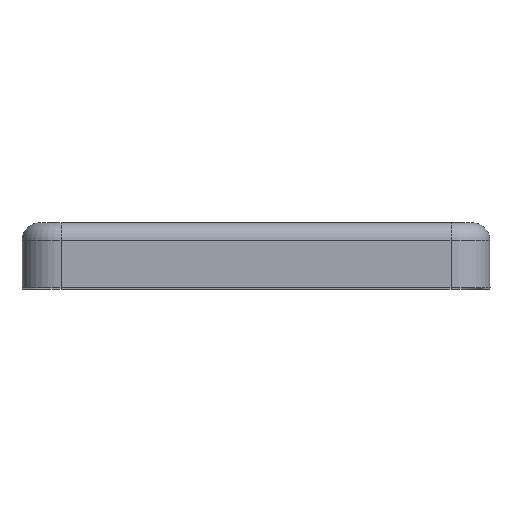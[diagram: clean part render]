
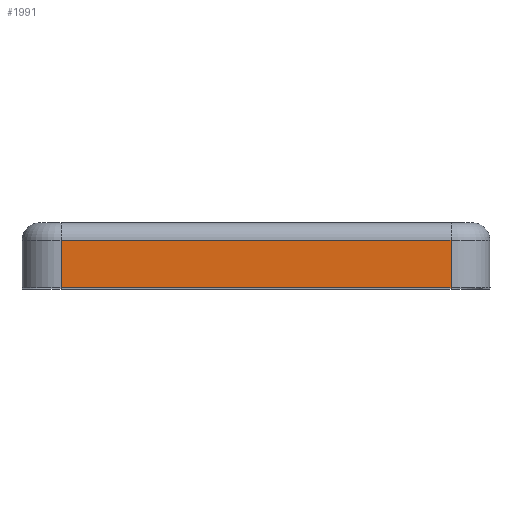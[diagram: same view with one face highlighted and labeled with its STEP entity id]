
A CAD part, top view. The second image highlights one B-rep face of the part: STEP entity #1991.
In plain terms, the highlighted planar face has unit normal (0, 0, 1).
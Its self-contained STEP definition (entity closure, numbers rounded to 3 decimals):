
#10 = VERTEX_POINT ( 'NONE', #1187 ) ;
#23 = EDGE_CURVE ( 'NONE', #1832, #843, #693, .T. ) ;
#137 = DIRECTION ( 'NONE',  ( 0., 0., 1. ) ) ;
#262 = ORIENTED_EDGE ( 'NONE', *, *, #1208, .T. ) ;
#263 = CARTESIAN_POINT ( 'NONE',  ( -9., -3., 18.9 ) ) ;
#306 = FACE_OUTER_BOUND ( 'NONE', #2638, .T. ) ;
#340 = CARTESIAN_POINT ( 'NONE',  ( -9., 0., 18.9 ) ) ;
#462 = CARTESIAN_POINT ( 'NONE',  ( -9., -0.8, 18.9 ) ) ;
#468 = VECTOR ( 'NONE', #2347, 1000. ) ;
#502 = LINE ( 'NONE', #698, #891 ) ;
#518 = ORIENTED_EDGE ( 'NONE', *, *, #1571, .F. ) ;
#657 = VECTOR ( 'NONE', #2680, 1000. ) ;
#693 = LINE ( 'NONE', #2462, #657 ) ;
#698 = CARTESIAN_POINT ( 'NONE',  ( -9., -0.8, 18.9 ) ) ;
#843 = VERTEX_POINT ( 'NONE', #263 ) ;
#852 = EDGE_CURVE ( 'NONE', #1832, #10, #502, .T. ) ;
#891 = VECTOR ( 'NONE', #892, 1000. ) ;
#892 = DIRECTION ( 'NONE',  ( 1., 0., 0. ) ) ;
#997 = CARTESIAN_POINT ( 'NONE',  ( -9., -3., 18.9 ) ) ;
#1187 = CARTESIAN_POINT ( 'NONE',  ( 9., -0.8, 18.9 ) ) ;
#1191 = ORIENTED_EDGE ( 'NONE', *, *, #23, .T. ) ;
#1208 = EDGE_CURVE ( 'NONE', #843, #2612, #1710, .T. ) ;
#1278 = LINE ( 'NONE', #1934, #468 ) ;
#1555 = AXIS2_PLACEMENT_3D ( 'NONE', #340, #137, #1801 ) ;
#1571 = EDGE_CURVE ( 'NONE', #10, #2612, #1278, .T. ) ;
#1585 = CARTESIAN_POINT ( 'NONE',  ( 9., -3., 18.9 ) ) ;
#1710 = LINE ( 'NONE', #997, #1810 ) ;
#1801 = DIRECTION ( 'NONE',  ( 0., -1., 0. ) ) ;
#1810 = VECTOR ( 'NONE', #2443, 1000. ) ;
#1832 = VERTEX_POINT ( 'NONE', #462 ) ;
#1934 = CARTESIAN_POINT ( 'NONE',  ( 9., 0., 18.9 ) ) ;
#1991 = ADVANCED_FACE ( 'NONE', ( #306 ), #2619, .T. ) ;
#2149 = ORIENTED_EDGE ( 'NONE', *, *, #852, .F. ) ;
#2347 = DIRECTION ( 'NONE',  ( 0., -1., 0. ) ) ;
#2443 = DIRECTION ( 'NONE',  ( 1., 0., 0. ) ) ;
#2462 = CARTESIAN_POINT ( 'NONE',  ( -9., 0., 18.9 ) ) ;
#2612 = VERTEX_POINT ( 'NONE', #1585 ) ;
#2619 = PLANE ( 'NONE',  #1555 ) ;
#2638 = EDGE_LOOP ( 'NONE', ( #262, #518, #2149, #1191 ) ) ;
#2680 = DIRECTION ( 'NONE',  ( 0., -1., 0. ) ) ;
